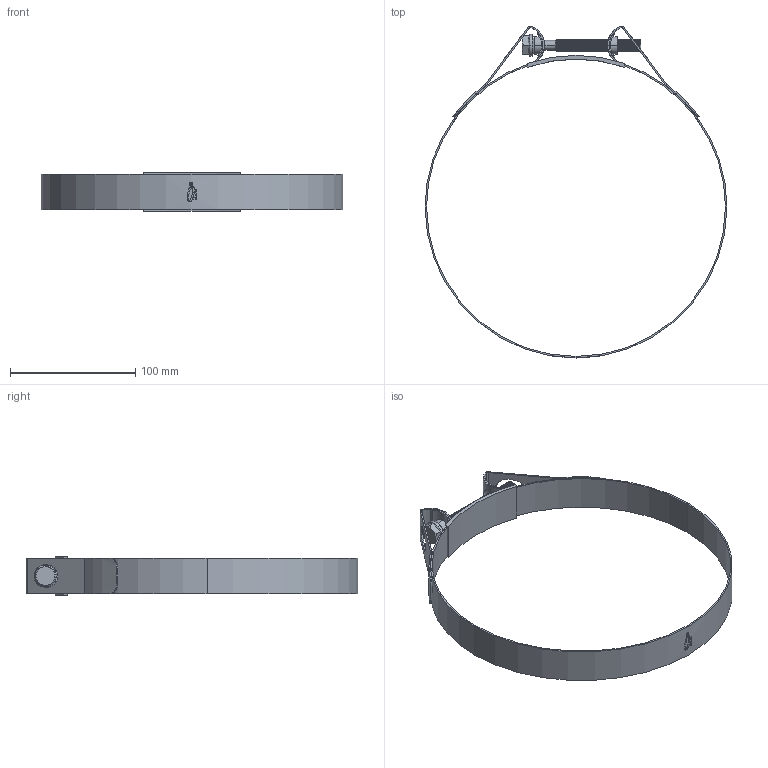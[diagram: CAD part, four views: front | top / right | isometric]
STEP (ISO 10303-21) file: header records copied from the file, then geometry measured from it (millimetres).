
FILE_DESCRIPTION (( 'STEP AP214' ), '1' );
FILE_NAME ('BBC-226-SUPRA-W4.step', '2025-06-05T14:58:45', ( '' ), ( '' ), 'SwSTEP 2.0', 'SolidWorks 2025', '' );
FILE_SCHEMA (( 'AUTOMOTIVE_DESIGN' ));
Length unit declared in the file: millimetre
Products named in the file (1): BBC-226-SUPRA-W4
Bounding box: 241.4 x 265.48 x 31 mm (x, y, z)
Volume: 42937.9 mm3; surface area: 66666.6 mm2
Topology: 5 solids, 5 shells, 381 faces, 1048 edges, 685 vertices
Faces by surface type: cylinder 245, bspline 58, plane 50, cone 28
Entity records: 39041 total; most frequent: CARTESIAN_POINT 30716, ORIENTED_EDGE 2096, DIRECTION 1267, EDGE_CURVE 1048, VERTEX_POINT 685, AXIS2_PLACEMENT_3D 446, EDGE_LOOP 401, FACE_OUTER_BOUND 381
